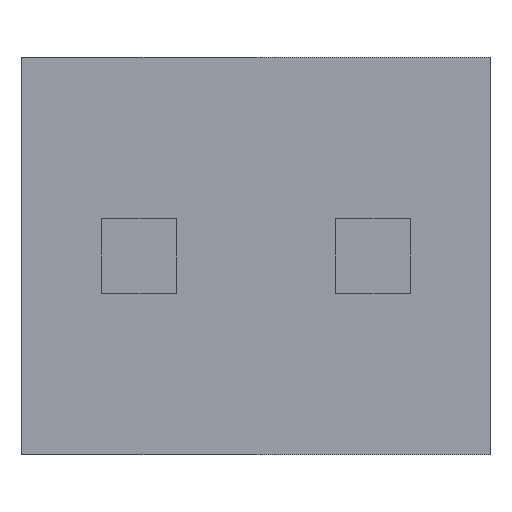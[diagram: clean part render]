
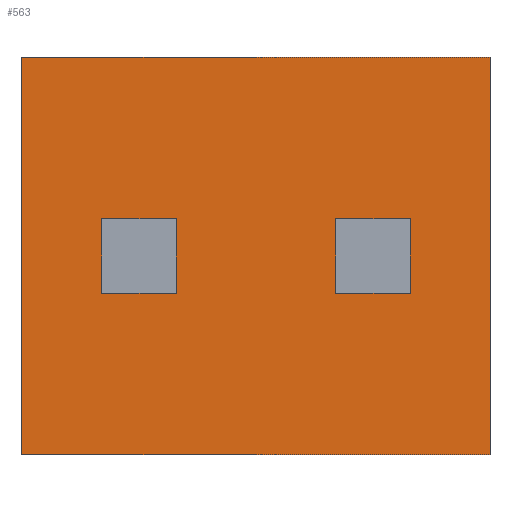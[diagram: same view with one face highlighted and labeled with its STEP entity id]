
A CAD part, front view. The second image highlights one B-rep face of the part: STEP entity #563.
In plain terms, the highlighted planar face has unit normal (0, -1, 0).
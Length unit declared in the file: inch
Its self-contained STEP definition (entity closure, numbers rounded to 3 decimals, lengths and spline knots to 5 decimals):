
#48=ORIENTED_EDGE('',*,*,#180,.F.);
#49=ORIENTED_EDGE('',*,*,#190,.F.);
#50=ORIENTED_EDGE('',*,*,#187,.F.);
#51=ORIENTED_EDGE('',*,*,#184,.F.);
#180=EDGE_CURVE('',#256,#257,#304,.T.);
#184=EDGE_CURVE('',#257,#260,#308,.T.);
#187=EDGE_CURVE('',#260,#262,#311,.T.);
#190=EDGE_CURVE('',#262,#256,#314,.T.);
#256=VERTEX_POINT('',#823);
#257=VERTEX_POINT('',#824);
#260=VERTEX_POINT('',#832);
#262=VERTEX_POINT('',#838);
#304=LINE('',#822,#380);
#308=LINE('',#831,#384);
#311=LINE('',#837,#387);
#314=LINE('',#843,#390);
#380=VECTOR('',#672,39.37008);
#384=VECTOR('',#678,39.37008);
#387=VECTOR('',#683,39.37008);
#390=VECTOR('',#688,39.37008);
#461=EDGE_LOOP('',(#48,#49,#50,#51));
#495=FACE_BOUND('',#461,.T.);
#529=PLANE('',#636);
#563=ADVANCED_FACE('',(#495),#529,.F.);
#636=AXIS2_PLACEMENT_3D('',#846,#692,#693);
#672=DIRECTION('',(0.,0.,1.));
#678=DIRECTION('',(1.,0.,0.));
#683=DIRECTION('',(0.,0.,-1.));
#688=DIRECTION('',(-1.,0.,0.));
#692=DIRECTION('',(0.,1.,0.));
#693=DIRECTION('',(0.,0.,1.));
#822=CARTESIAN_POINT('',(-0.05,0.,-0.0425));
#823=CARTESIAN_POINT('',(-0.05,0.,-0.0425));
#824=CARTESIAN_POINT('',(-0.05,0.,0.0425));
#831=CARTESIAN_POINT('',(-0.05,0.,0.0425));
#832=CARTESIAN_POINT('',(0.05,0.,0.0425));
#837=CARTESIAN_POINT('',(0.05,0.,0.0425));
#838=CARTESIAN_POINT('',(0.05,0.,-0.0425));
#843=CARTESIAN_POINT('',(0.05,0.,-0.0425));
#846=CARTESIAN_POINT('',(0.,0.,0.));
